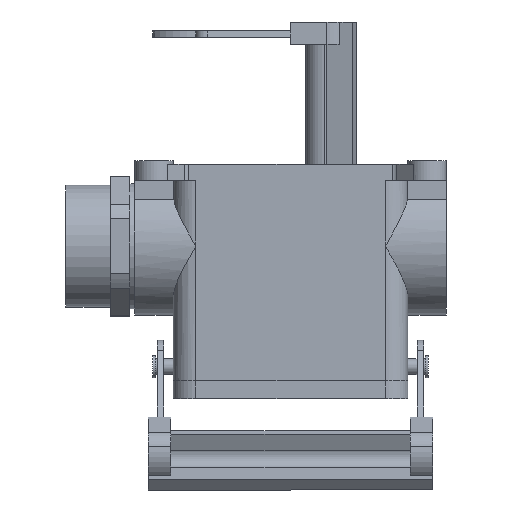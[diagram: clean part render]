
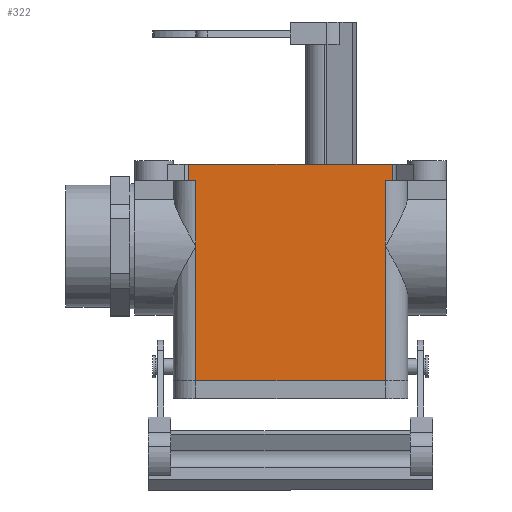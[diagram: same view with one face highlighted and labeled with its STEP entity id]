
A CAD part, top view. The second image highlights one B-rep face of the part: STEP entity #322.
In plain terms, the highlighted planar face has unit normal (0, 0, 1).
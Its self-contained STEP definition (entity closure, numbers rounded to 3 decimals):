
#322 = ADVANCED_FACE( '', ( #793 ), #794, .F. );
#793 = FACE_OUTER_BOUND( '', #1455, .T. );
#794 = PLANE( '', #1456 );
#1455 = EDGE_LOOP( '', ( #2329, #2330, #2331, #2332, #2333, #2334, #2335, #2336, #2337, #2338 ) );
#1456 = AXIS2_PLACEMENT_3D( '', #2339, #2340, #2341 );
#2329 = ORIENTED_EDGE( '', *, *, #3943, .T. );
#2330 = ORIENTED_EDGE( '', *, *, #3971, .F. );
#2331 = ORIENTED_EDGE( '', *, *, #3972, .F. );
#2332 = ORIENTED_EDGE( '', *, *, #3973, .F. );
#2333 = ORIENTED_EDGE( '', *, *, #3974, .F. );
#2334 = ORIENTED_EDGE( '', *, *, #3975, .T. );
#2335 = ORIENTED_EDGE( '', *, *, #3976, .T. );
#2336 = ORIENTED_EDGE( '', *, *, #3977, .T. );
#2337 = ORIENTED_EDGE( '', *, *, #3978, .F. );
#2338 = ORIENTED_EDGE( '', *, *, #3979, .T. );
#2339 = CARTESIAN_POINT( '', ( 32.515, -5., 21.5 ) );
#2340 = DIRECTION( '', ( 0., 0., -1. ) );
#2341 = DIRECTION( '', ( -1., 0., 0. ) );
#3943 = EDGE_CURVE( '', #4778, #4776, #4779, .T. );
#3971 = EDGE_CURVE( '', #4823, #4776, #4824, .T. );
#3972 = EDGE_CURVE( '', #4825, #4823, #4826, .T. );
#3973 = EDGE_CURVE( '', #4827, #4825, #4828, .T. );
#3974 = EDGE_CURVE( '', #4829, #4827, #4830, .T. );
#3975 = EDGE_CURVE( '', #4829, #4831, #4832, .T. );
#3976 = EDGE_CURVE( '', #4831, #4833, #4834, .T. );
#3977 = EDGE_CURVE( '', #4833, #4835, #4836, .F. );
#3978 = EDGE_CURVE( '', #4837, #4835, #4838, .T. );
#3979 = EDGE_CURVE( '', #4837, #4778, #4839, .T. );
#4776 = VERTEX_POINT( '', #5931 );
#4778 = VERTEX_POINT( '', #5933 );
#4779 = LINE( '', #5934, #5935 );
#4823 = VERTEX_POINT( '', #6015 );
#4824 = LINE( '', #6016, #6017 );
#4825 = VERTEX_POINT( '', #6018 );
#4826 = LINE( '', #6019, #6020 );
#4827 = VERTEX_POINT( '', #6021 );
#4828 = LINE( '', #6022, #6023 );
#4829 = VERTEX_POINT( '', #6024 );
#4830 = LINE( '', #6025, #6026 );
#4831 = VERTEX_POINT( '', #6027 );
#4832 = LINE( '', #6028, #6029 );
#4833 = VERTEX_POINT( '', #6030 );
#4834 = LINE( '', #6031, #6032 );
#4835 = VERTEX_POINT( '', #6033 );
#4836 = LINE( '', #6034, #6035 );
#4837 = VERTEX_POINT( '', #6036 );
#4838 = LINE( '', #6037, #6038 );
#4839 = LINE( '', #6039, #6040 );
#5931 = CARTESIAN_POINT( '', ( -29.5, -67.4, 21.5 ) );
#5933 = CARTESIAN_POINT( '', ( -29.5, -25.5, 21.5 ) );
#5934 = CARTESIAN_POINT( '', ( -29.5, 64.704, 21.5 ) );
#5935 = VECTOR( '', #7343, 1000. );
#6015 = CARTESIAN_POINT( '', ( 29.5, -67.4, 21.5 ) );
#6016 = CARTESIAN_POINT( '', ( -29.5, -67.4, 21.5 ) );
#6017 = VECTOR( '', #7383, 1000. );
#6018 = CARTESIAN_POINT( '', ( 29.5, -25.5, 21.5 ) );
#6019 = CARTESIAN_POINT( '', ( 29.5, 64.704, 21.5 ) );
#6020 = VECTOR( '', #7384, 1000. );
#6021 = CARTESIAN_POINT( '', ( 29.5, -5., 21.5 ) );
#6022 = CARTESIAN_POINT( '', ( 29.5, 64.704, 21.5 ) );
#6023 = VECTOR( '', #7385, 1000. );
#6024 = CARTESIAN_POINT( '', ( 31.686, -5., 21.5 ) );
#6025 = CARTESIAN_POINT( '', ( 32.515, -5., 21.5 ) );
#6026 = VECTOR( '', #7386, 1000. );
#6027 = CARTESIAN_POINT( '', ( 31.686, 0., 21.5 ) );
#6028 = CARTESIAN_POINT( '', ( 31.686, 0., 21.5 ) );
#6029 = VECTOR( '', #7387, 1000. );
#6030 = CARTESIAN_POINT( '', ( -31.686, 0., 21.5 ) );
#6031 = CARTESIAN_POINT( '', ( 32.515, 0., 21.5 ) );
#6032 = VECTOR( '', #7388, 1000. );
#6033 = CARTESIAN_POINT( '', ( -31.686, -5., 21.5 ) );
#6034 = CARTESIAN_POINT( '', ( -31.686, -5., 21.5 ) );
#6035 = VECTOR( '', #7389, 1000. );
#6036 = CARTESIAN_POINT( '', ( -29.5, -5., 21.5 ) );
#6037 = CARTESIAN_POINT( '', ( 32.515, -5., 21.5 ) );
#6038 = VECTOR( '', #7390, 1000. );
#6039 = CARTESIAN_POINT( '', ( -29.5, 64.704, 21.5 ) );
#6040 = VECTOR( '', #7391, 1000. );
#7343 = DIRECTION( '', ( 0., -1., 0. ) );
#7383 = DIRECTION( '', ( -1., 0., 0. ) );
#7384 = DIRECTION( '', ( 0., -1., 0. ) );
#7385 = DIRECTION( '', ( 0., -1., 0. ) );
#7386 = DIRECTION( '', ( -1., 0., 0. ) );
#7387 = DIRECTION( '', ( 0., 1., 0. ) );
#7388 = DIRECTION( '', ( -1., 0., 0. ) );
#7389 = DIRECTION( '', ( 0., 1., 0. ) );
#7390 = DIRECTION( '', ( -1., 0., 0. ) );
#7391 = DIRECTION( '', ( 0., -1., 0. ) );
